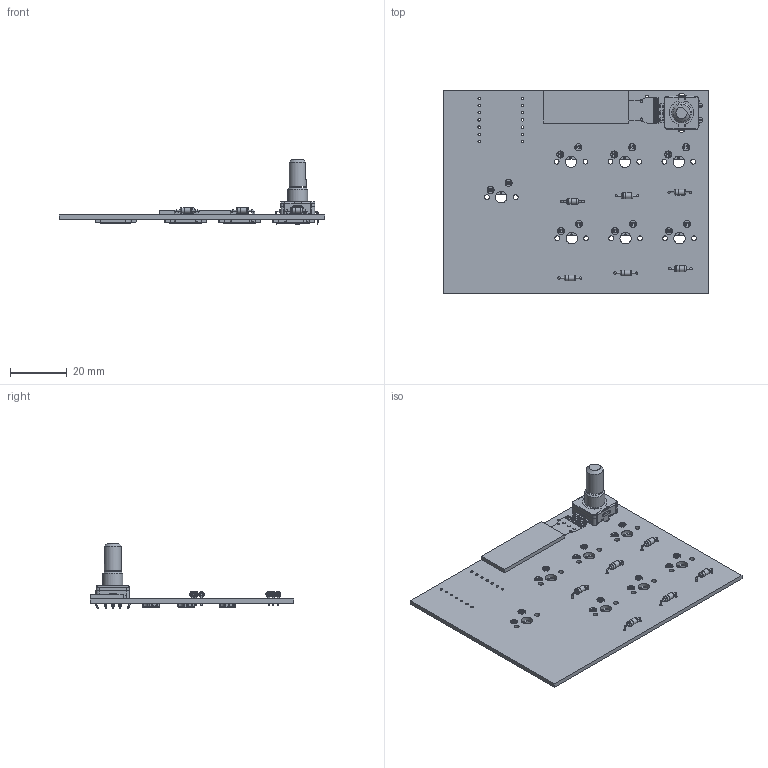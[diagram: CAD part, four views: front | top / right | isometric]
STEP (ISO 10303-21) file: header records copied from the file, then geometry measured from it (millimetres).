
FILE_DESCRIPTION(('KiCad electronic assembly'),'2;1');
FILE_NAME('Macropad Actual.step','2025-11-25T21:43:10',('Pcbnew'),( 'Kicad'),'Open CASCADE STEP processor 7.8','KiCad to STEP converter' ,'Unknown');
FILE_SCHEMA(('AUTOMOTIVE_DESIGN { 1 0 10303 214 1 1 1 1 }'));
Length unit declared in the file: millimetre
Products named in the file (12): Macropad Actual 1; EC11-THT-15F-green; EC11-Base; EC11-Shaft-F; EC11-Housing-THT; Kailh Hotswap; Contact; SOLID; SSD1306_OLED-0.91-128x32; D_DO-35_SOD27_P7.62mm_Horizontal; Macropad Actual_PCB; Macropad Actual 2
Assembly tree (22 placements, depth 3):
  Macropad Actual 1
    EC11-THT-15F-green
      EC11-Base
      EC11-Shaft-F
      EC11-Housing-THT
    Kailh Hotswap  x7
      Contact
      SOLID
    SSD1306_OLED-0.91-128x32
    D_DO-35_SOD27_P7.62mm_Horizontal  x6
    Macropad Actual_PCB
  Macropad Actual 2
Bounding box: 93.69 x 71.84 x 23 mm (x, y, z)
Volume: 12194.5 mm3; surface area: 19221.4 mm2
Topology: 59 solids, 59 shells, 3744 faces, 9176 edges, 5644 vertices
Faces by surface type: plane 2249, cylinder 887, bspline 414, torus 103, cone 72, sphere 10, revolution 9
Full cylindrical faces by diameter (mm): 0.5 x18, 0.8 x14, 0.889 x14, 1 x9, 1.5 x14, 1.7 x14, 2 x12, 2.02 x6, 2.6 x2, 2.9 x14, 3 x2, 4 x7, 6 x1, 7 x1
Entity records: 32951 total; most frequent: CARTESIAN_POINT 6553, ORIENTED_EDGE 4704, DIRECTION 4603, EDGE_CURVE 2352, LINE 1660, VECTOR 1660, VERTEX_POINT 1484, AXIS2_PLACEMENT_3D 1467
